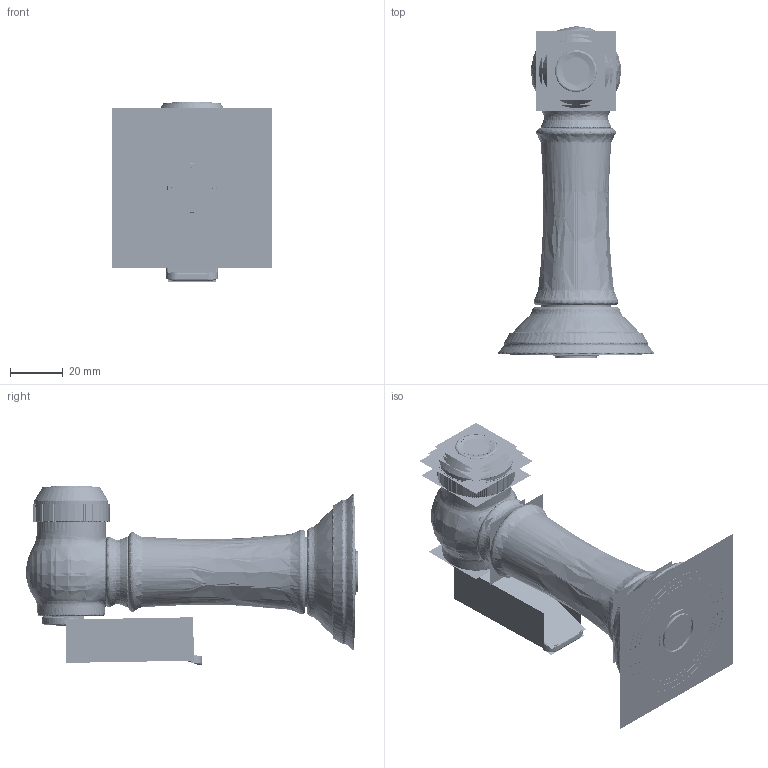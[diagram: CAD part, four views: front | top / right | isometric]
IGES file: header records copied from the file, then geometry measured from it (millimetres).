
Start section:  PTC IGES file: 2470-5703.igs
Global section: file name: 2470-5703.igs; native system: Pro/ENGINEER by Parametric Technology Corporation; preprocessor: 2009300; author: rsmith; organization: Unknown; date: 20120823.141709; units: inch
Bounding box: 60.13 x 125.28 x 67.83 mm (x, y, z)
Surface area: 1570128.9 mm2 (no closed solid volume)
Topology: 0 solids, 0 shells, 2780 faces, 48331 edges, 64069 vertices
Faces by surface type: revolution 1556, bspline 1224
